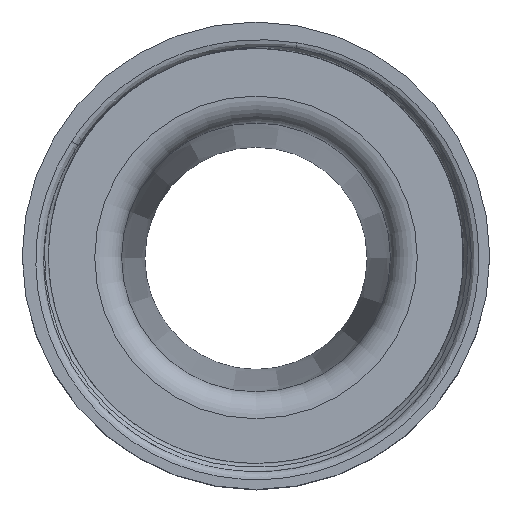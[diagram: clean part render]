
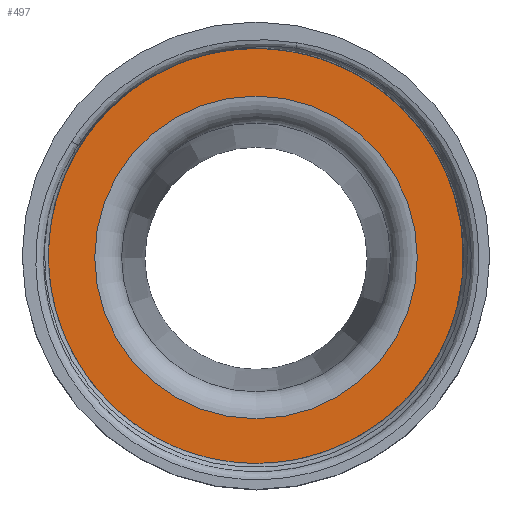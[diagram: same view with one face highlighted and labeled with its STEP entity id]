
A CAD part, top view. The second image highlights one B-rep face of the part: STEP entity #497.
In plain terms, the highlighted planar face has unit normal (0, 0, 1).
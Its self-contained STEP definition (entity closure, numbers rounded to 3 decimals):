
#38=FACE_BOUND('',#112,.T.);
#43=PLANE('',#544);
#77=FACE_OUTER_BOUND('',#111,.T.);
#111=EDGE_LOOP('',(#453,#454));
#112=EDGE_LOOP('',(#455));
#131=CIRCLE('',#545,14.998);
#175=B_SPLINE_CURVE_WITH_KNOTS('',3,(#5610,#5611,#5612,#5613,#5614,#5615,
#5616,#5617,#5618,#5619,#5620,#5621,#5622,#5623,#5624,#5625,#5626,#5627,
#5628,#5629,#5630,#5631,#5632,#5633,#5634,#5635,#5636,#5637),
 .UNSPECIFIED.,.F.,.F.,(4,3,3,3,3,3,3,3,3,4),(0.,0.753,1.526,
2.308,3.089,3.858,4.613,5.348,
5.867,6.323),.UNSPECIFIED.);
#176=B_SPLINE_CURVE_WITH_KNOTS('',3,(#5685,#5686,#5687,#5688,#5689,#5690,
#5691,#5692,#5693,#5694,#5695,#5696,#5697,#5698,#5699,#5700,#5701,#5702,
#5703,#5704,#5705,#5706,#5707,#5708,#5709,#5710,#5711,#5712,#5713,#5714,
#5715),.UNSPECIFIED.,.F.,.F.,(4,3,3,3,3,3,3,3,3,3,4),(-2.604,
-2.561,-1.712,-0.894,-0.449,
0.,0.758,1.483,2.178,
2.841,3.337),.UNSPECIFIED.);
#238=VERTEX_POINT('',#5607);
#239=VERTEX_POINT('',#5609);
#243=VERTEX_POINT('',#5730);
#305=EDGE_CURVE('',#239,#238,#175,.T.);
#307=EDGE_CURVE('',#238,#239,#176,.T.);
#314=EDGE_CURVE('',#243,#243,#131,.T.);
#453=ORIENTED_EDGE('',*,*,#307,.T.);
#454=ORIENTED_EDGE('',*,*,#305,.T.);
#455=ORIENTED_EDGE('',*,*,#314,.F.);
#497=ADVANCED_FACE('',(#77,#38),#43,.F.);
#544=AXIS2_PLACEMENT_3D('',#5729,#623,#624);
#545=AXIS2_PLACEMENT_3D('',#5731,#625,#626);
#623=DIRECTION('center_axis',(0.,0.,-1.));
#624=DIRECTION('ref_axis',(1.,0.,0.));
#625=DIRECTION('center_axis',(0.,0.,1.));
#626=DIRECTION('ref_axis',(1.,0.,0.));
#5607=CARTESIAN_POINT('',(1.604,-19.607,10.6));
#5609=CARTESIAN_POINT('',(-1.152,19.639,10.6));
#5610=CARTESIAN_POINT('Ctrl Pts',(-1.152,19.639,10.6));
#5611=CARTESIAN_POINT('Ctrl Pts',(-3.661,19.574,10.6));
#5612=CARTESIAN_POINT('Ctrl Pts',(-6.136,19.008,10.6));
#5613=CARTESIAN_POINT('Ctrl Pts',(-8.433,17.986,10.6));
#5614=CARTESIAN_POINT('Ctrl Pts',(-10.79,16.938,10.6));
#5615=CARTESIAN_POINT('Ctrl Pts',(-12.916,15.429,10.6));
#5616=CARTESIAN_POINT('Ctrl Pts',(-14.689,13.552,10.6));
#5617=CARTESIAN_POINT('Ctrl Pts',(-16.482,11.656,10.6));
#5618=CARTESIAN_POINT('Ctrl Pts',(-17.879,9.42,10.6));
#5619=CARTESIAN_POINT('Ctrl Pts',(-18.802,6.979,10.6));
#5620=CARTESIAN_POINT('Ctrl Pts',(-19.724,4.537,10.6));
#5621=CARTESIAN_POINT('Ctrl Pts',(-20.155,1.937,10.6));
#5622=CARTESIAN_POINT('Ctrl Pts',(-20.069,-0.672,10.6));
#5623=CARTESIAN_POINT('Ctrl Pts',(-19.984,-3.24,10.6));
#5624=CARTESIAN_POINT('Ctrl Pts',(-19.4,-5.767,10.6));
#5625=CARTESIAN_POINT('Ctrl Pts',(-18.351,-8.112,10.6));
#5626=CARTESIAN_POINT('Ctrl Pts',(-17.321,-10.412,10.6));
#5627=CARTESIAN_POINT('Ctrl Pts',(-15.861,-12.494,10.6));
#5628=CARTESIAN_POINT('Ctrl Pts',(-14.049,-14.245,10.6));
#5629=CARTESIAN_POINT('Ctrl Pts',(-12.284,-15.949,10.6));
#5630=CARTESIAN_POINT('Ctrl Pts',(-10.216,-17.31,10.6));
#5631=CARTESIAN_POINT('Ctrl Pts',(-7.95,-18.25,10.6));
#5632=CARTESIAN_POINT('Ctrl Pts',(-6.349,-18.915,10.6));
#5633=CARTESIAN_POINT('Ctrl Pts',(-4.666,-19.363,10.6));
#5634=CARTESIAN_POINT('Ctrl Pts',(-2.946,-19.58,10.6));
#5635=CARTESIAN_POINT('Ctrl Pts',(-1.436,-19.77,10.6));
#5636=CARTESIAN_POINT('Ctrl Pts',(0.093,-19.781,
10.6));
#5637=CARTESIAN_POINT('Ctrl Pts',(1.604,-19.607,10.6));
#5685=CARTESIAN_POINT('Ctrl Pts',(1.604,-19.607,10.6));
#5686=CARTESIAN_POINT('Ctrl Pts',(1.741,-19.592,10.6));
#5687=CARTESIAN_POINT('Ctrl Pts',(1.875,-19.575,10.6));
#5688=CARTESIAN_POINT('Ctrl Pts',(2.007,-19.557,10.6));
#5689=CARTESIAN_POINT('Ctrl Pts',(4.588,-19.212,10.6));
#5690=CARTESIAN_POINT('Ctrl Pts',(7.111,-18.374,10.6));
#5691=CARTESIAN_POINT('Ctrl Pts',(9.427,-17.035,10.6));
#5692=CARTESIAN_POINT('Ctrl Pts',(11.66,-15.744,10.6));
#5693=CARTESIAN_POINT('Ctrl Pts',(13.652,-14.014,10.6));
#5694=CARTESIAN_POINT('Ctrl Pts',(15.261,-11.905,10.6));
#5695=CARTESIAN_POINT('Ctrl Pts',(16.134,-10.76,10.6));
#5696=CARTESIAN_POINT('Ctrl Pts',(16.892,-9.506,10.6));
#5697=CARTESIAN_POINT('Ctrl Pts',(17.507,-8.159,10.6));
#5698=CARTESIAN_POINT('Ctrl Pts',(18.13,-6.797,10.6));
#5699=CARTESIAN_POINT('Ctrl Pts',(18.595,-5.368,10.6));
#5700=CARTESIAN_POINT('Ctrl Pts',(18.892,-3.901,10.6));
#5701=CARTESIAN_POINT('Ctrl Pts',(19.393,-1.423,10.6));
#5702=CARTESIAN_POINT('Ctrl Pts',(19.417,1.164,10.6));
#5703=CARTESIAN_POINT('Ctrl Pts',(18.921,3.716,10.6));
#5704=CARTESIAN_POINT('Ctrl Pts',(18.446,6.155,10.6));
#5705=CARTESIAN_POINT('Ctrl Pts',(17.504,8.518,10.6));
#5706=CARTESIAN_POINT('Ctrl Pts',(16.108,10.66,10.6));
#5707=CARTESIAN_POINT('Ctrl Pts',(14.772,12.713,10.6));
#5708=CARTESIAN_POINT('Ctrl Pts',(13.044,14.526,10.6));
#5709=CARTESIAN_POINT('Ctrl Pts',(10.987,15.983,10.6));
#5710=CARTESIAN_POINT('Ctrl Pts',(9.022,17.374,10.6));
#5711=CARTESIAN_POINT('Ctrl Pts',(6.792,18.414,10.6));
#5712=CARTESIAN_POINT('Ctrl Pts',(4.39,19.025,10.6));
#5713=CARTESIAN_POINT('Ctrl Pts',(2.597,19.48,10.6));
#5714=CARTESIAN_POINT('Ctrl Pts',(0.735,19.69,10.6));
#5715=CARTESIAN_POINT('Ctrl Pts',(-1.152,19.639,10.6));
#5729=CARTESIAN_POINT('Origin',(0.,0.,10.6));
#5730=CARTESIAN_POINT('',(-14.998,-0.114,10.6));
#5731=CARTESIAN_POINT('Origin',(0.,-0.114,
10.6));
